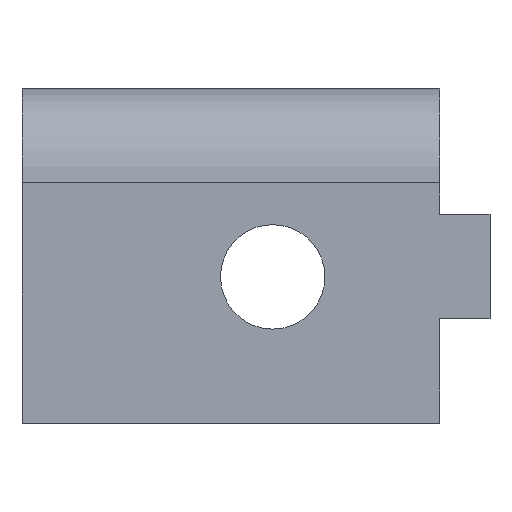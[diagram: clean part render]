
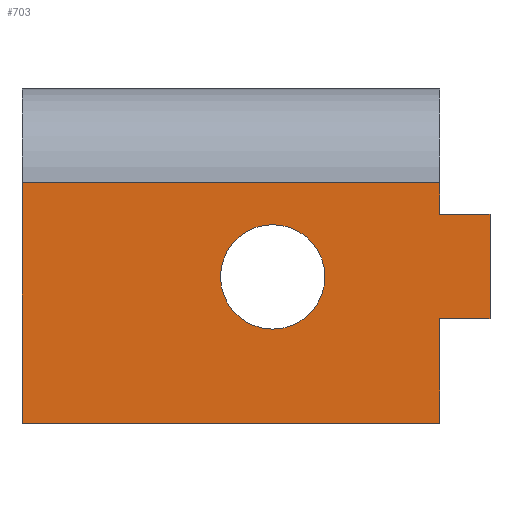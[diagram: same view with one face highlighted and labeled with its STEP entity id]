
A CAD part, left-side view. The second image highlights one B-rep face of the part: STEP entity #703.
In plain terms, the highlighted planar face has unit normal (-1, 0, 0).
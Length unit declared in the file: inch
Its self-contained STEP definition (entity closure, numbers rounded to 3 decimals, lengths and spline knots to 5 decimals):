
#10 = ORIENTED_EDGE ( 'NONE', *, *, #384, .F. ) ;
#13 = VERTEX_POINT ( 'NONE', #517 ) ;
#23 = DIRECTION ( 'NONE',  ( 0., 0., 1. ) ) ;
#29 = DIRECTION ( 'NONE',  ( -1., 0., 0. ) ) ;
#30 = DIRECTION ( 'NONE',  ( 0., 1., 0. ) ) ;
#43 = EDGE_CURVE ( 'NONE', #837, #805, #759, .T. ) ;
#44 = CARTESIAN_POINT ( 'NONE',  ( 17.0285, 31.8175, 0.5 ) ) ;
#57 = EDGE_CURVE ( 'NONE', #705, #13, #943, .T. ) ;
#73 = DIRECTION ( 'NONE',  ( 0., 0., 1. ) ) ;
#74 = EDGE_CURVE ( 'NONE', #814, #837, #996, .T. ) ;
#76 = ORIENTED_EDGE ( 'NONE', *, *, #976, .T. ) ;
#84 = ORIENTED_EDGE ( 'NONE', *, *, #332, .T. ) ;
#128 = DIRECTION ( 'NONE',  ( 0., 1., 0. ) ) ;
#136 = DIRECTION ( 'NONE',  ( 0., 0., 1. ) ) ;
#139 = ORIENTED_EDGE ( 'NONE', *, *, #57, .T. ) ;
#154 = VECTOR ( 'NONE', #461, 39.37008 ) ;
#196 = VERTEX_POINT ( 'NONE', #567 ) ;
#212 = CARTESIAN_POINT ( 'NONE',  ( 17.0285, 31.9375, 0.25 ) ) ;
#219 = VECTOR ( 'NONE', #604, 39.37008 ) ;
#226 = DIRECTION ( 'NONE',  ( 1., 0., 0. ) ) ;
#229 = CARTESIAN_POINT ( 'NONE',  ( 17.0285, 31.9375, 0. ) ) ;
#230 = LINE ( 'NONE', #532, #679 ) ;
#231 = CARTESIAN_POINT ( 'NONE',  ( 17.0285, 31.8175, 0.5 ) ) ;
#234 = EDGE_LOOP ( 'NONE', ( #10, #749, #503, #969, #638, #385, #84, #356 ) ) ;
#247 = CARTESIAN_POINT ( 'NONE',  ( 17.0285, 31.9375, 0. ) ) ;
#267 = CIRCLE ( 'NONE', #712, 0.125 ) ;
#270 = EDGE_CURVE ( 'NONE', #814, #446, #714, .T. ) ;
#283 = CARTESIAN_POINT ( 'NONE',  ( 17.0285, 31.8175, 0.5 ) ) ;
#300 = CARTESIAN_POINT ( 'NONE',  ( 17.0285, 31.8175, 0.25 ) ) ;
#308 = CARTESIAN_POINT ( 'NONE',  ( 17.0285, 32.9375, 0. ) ) ;
#332 = EDGE_CURVE ( 'NONE', #446, #854, #593, .T. ) ;
#335 = CARTESIAN_POINT ( 'NONE',  ( 17.0285, 32.3375, 0.475 ) ) ;
#356 = ORIENTED_EDGE ( 'NONE', *, *, #410, .T. ) ;
#384 = EDGE_CURVE ( 'NONE', #534, #196, #667, .T. ) ;
#385 = ORIENTED_EDGE ( 'NONE', *, *, #270, .T. ) ;
#391 = CARTESIAN_POINT ( 'NONE',  ( 17.0285, 31.9375, 0.575 ) ) ;
#402 = CARTESIAN_POINT ( 'NONE',  ( 17.0285, 32.3375, 0.35 ) ) ;
#409 = AXIS2_PLACEMENT_3D ( 'NONE', #636, #29, #721 ) ;
#410 = EDGE_CURVE ( 'NONE', #854, #196, #230, .T. ) ;
#419 = FACE_OUTER_BOUND ( 'NONE', #234, .T. ) ;
#446 = VERTEX_POINT ( 'NONE', #620 ) ;
#449 = EDGE_CURVE ( 'NONE', #975, #534, #933, .T. ) ;
#461 = DIRECTION ( 'NONE',  ( 0., 1., 0. ) ) ;
#480 = FACE_BOUND ( 'NONE', #857, .T. ) ;
#486 = EDGE_CURVE ( 'NONE', #975, #805, #765, .T. ) ;
#503 = ORIENTED_EDGE ( 'NONE', *, *, #486, .T. ) ;
#517 = CARTESIAN_POINT ( 'NONE',  ( 17.0285, 32.3375, 0.225 ) ) ;
#528 = DIRECTION ( 'NONE',  ( 0., 0., -1. ) ) ;
#532 = CARTESIAN_POINT ( 'NONE',  ( 17.0285, 31.9375, 0.575 ) ) ;
#534 = VERTEX_POINT ( 'NONE', #308 ) ;
#567 = CARTESIAN_POINT ( 'NONE',  ( 17.0285, 32.9375, 0.575 ) ) ;
#593 = LINE ( 'NONE', #670, #602 ) ;
#602 = VECTOR ( 'NONE', #136, 39.37008 ) ;
#604 = DIRECTION ( 'NONE',  ( 0., 1., 0. ) ) ;
#620 = CARTESIAN_POINT ( 'NONE',  ( 17.0285, 31.9375, 0.5 ) ) ;
#631 = VECTOR ( 'NONE', #841, 39.37008 ) ;
#636 = CARTESIAN_POINT ( 'NONE',  ( 17.0285, 31.9375, 0. ) ) ;
#638 = ORIENTED_EDGE ( 'NONE', *, *, #74, .F. ) ;
#667 = LINE ( 'NONE', #758, #991 ) ;
#670 = CARTESIAN_POINT ( 'NONE',  ( 17.0285, 31.9375, 0. ) ) ;
#679 = VECTOR ( 'NONE', #128, 39.37008 ) ;
#703 = ADVANCED_FACE ( 'NONE', ( #480, #419 ), #789, .T. ) ;
#705 = VERTEX_POINT ( 'NONE', #335 ) ;
#712 = AXIS2_PLACEMENT_3D ( 'NONE', #402, #994, #917 ) ;
#714 = LINE ( 'NONE', #44, #730 ) ;
#721 = DIRECTION ( 'NONE',  ( 0., 0., 1. ) ) ;
#730 = VECTOR ( 'NONE', #30, 39.37008 ) ;
#746 = VECTOR ( 'NONE', #23, 39.37008 ) ;
#749 = ORIENTED_EDGE ( 'NONE', *, *, #449, .F. ) ;
#758 = CARTESIAN_POINT ( 'NONE',  ( 17.0285, 32.9375, 0. ) ) ;
#759 = LINE ( 'NONE', #300, #219 ) ;
#765 = LINE ( 'NONE', #771, #746 ) ;
#771 = CARTESIAN_POINT ( 'NONE',  ( 17.0285, 31.9375, 0. ) ) ;
#789 = PLANE ( 'NONE',  #409 ) ;
#805 = VERTEX_POINT ( 'NONE', #212 ) ;
#814 = VERTEX_POINT ( 'NONE', #283 ) ;
#837 = VERTEX_POINT ( 'NONE', #985 ) ;
#841 = DIRECTION ( 'NONE',  ( 0., 0., -1. ) ) ;
#845 = AXIS2_PLACEMENT_3D ( 'NONE', #914, #226, #528 ) ;
#854 = VERTEX_POINT ( 'NONE', #391 ) ;
#857 = EDGE_LOOP ( 'NONE', ( #76, #139 ) ) ;
#914 = CARTESIAN_POINT ( 'NONE',  ( 17.0285, 32.3375, 0.35 ) ) ;
#917 = DIRECTION ( 'NONE',  ( 0., 0., -1. ) ) ;
#933 = LINE ( 'NONE', #247, #154 ) ;
#943 = CIRCLE ( 'NONE', #845, 0.125 ) ;
#969 = ORIENTED_EDGE ( 'NONE', *, *, #43, .F. ) ;
#975 = VERTEX_POINT ( 'NONE', #229 ) ;
#976 = EDGE_CURVE ( 'NONE', #13, #705, #267, .T. ) ;
#985 = CARTESIAN_POINT ( 'NONE',  ( 17.0285, 31.8175, 0.25 ) ) ;
#991 = VECTOR ( 'NONE', #73, 39.37008 ) ;
#994 = DIRECTION ( 'NONE',  ( 1., 0., 0. ) ) ;
#996 = LINE ( 'NONE', #231, #631 ) ;
